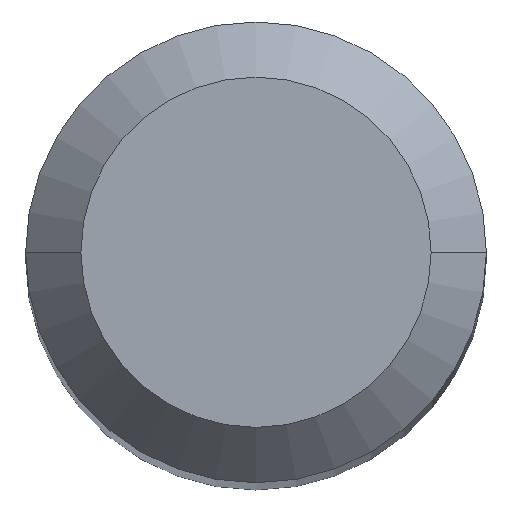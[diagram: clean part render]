
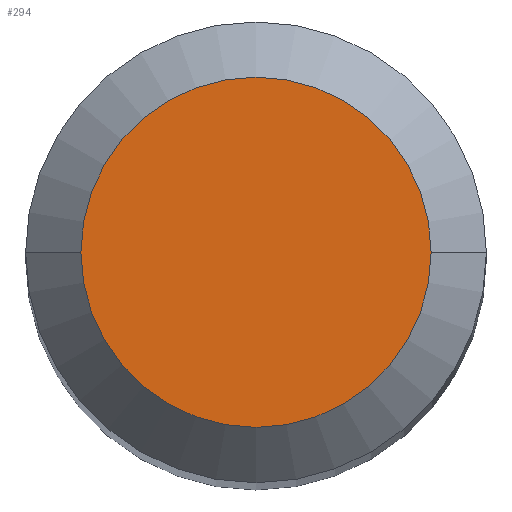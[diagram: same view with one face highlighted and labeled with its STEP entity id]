
A CAD part, top view. The second image highlights one B-rep face of the part: STEP entity #294.
In plain terms, the highlighted planar face has unit normal (0, 0, 1).
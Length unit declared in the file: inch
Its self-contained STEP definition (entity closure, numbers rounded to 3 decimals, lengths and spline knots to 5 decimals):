
#15 = FACE_OUTER_BOUND ( 'NONE', #89, .T. ) ;
#44 = AXIS2_PLACEMENT_3D ( 'NONE', #448, #85, #283 ) ;
#62 = DIRECTION ( 'NONE',  ( 0., 0., -1. ) ) ;
#67 = CARTESIAN_POINT ( 'NONE',  ( 0., 0., 0. ) ) ;
#85 = DIRECTION ( 'NONE',  ( 0., 0., 1. ) ) ;
#89 = EDGE_LOOP ( 'NONE', ( #495, #237 ) ) ;
#97 = CIRCLE ( 'NONE', #44, 0.0475 ) ;
#101 = DIRECTION ( 'NONE',  ( 0., 0., 1. ) ) ;
#139 = VERTEX_POINT ( 'NONE', #413 ) ;
#143 = CARTESIAN_POINT ( 'NONE',  ( 0., 0.0475, 0. ) ) ;
#144 = VERTEX_POINT ( 'NONE', #249 ) ;
#158 = EDGE_CURVE ( 'NONE', #139, #144, #97, .T. ) ;
#217 = EDGE_CURVE ( 'NONE', #144, #139, #405, .T. ) ;
#237 = ORIENTED_EDGE ( 'NONE', *, *, #158, .T. ) ;
#249 = CARTESIAN_POINT ( 'NONE',  ( -0.0475, 0., 0. ) ) ;
#250 = DIRECTION ( 'NONE',  ( 1., 0., 0. ) ) ;
#283 = DIRECTION ( 'NONE',  ( 1., 0., 0. ) ) ;
#294 = ADVANCED_FACE ( 'NONE', ( #15 ), #376, .F. ) ;
#295 = DIRECTION ( 'NONE',  ( -1., 0., 0. ) ) ;
#375 = AXIS2_PLACEMENT_3D ( 'NONE', #143, #62, #295 ) ;
#376 = PLANE ( 'NONE',  #375 ) ;
#405 = CIRCLE ( 'NONE', #471, 0.0475 ) ;
#413 = CARTESIAN_POINT ( 'NONE',  ( 0.0475, 0., 0. ) ) ;
#448 = CARTESIAN_POINT ( 'NONE',  ( 0., 0., 0. ) ) ;
#471 = AXIS2_PLACEMENT_3D ( 'NONE', #67, #101, #250 ) ;
#495 = ORIENTED_EDGE ( 'NONE', *, *, #217, .T. ) ;
